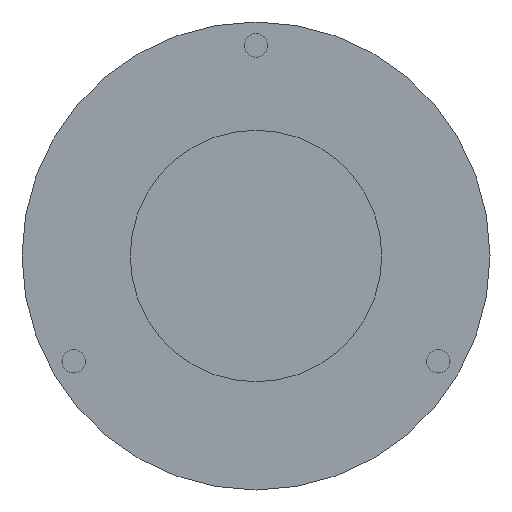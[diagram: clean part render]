
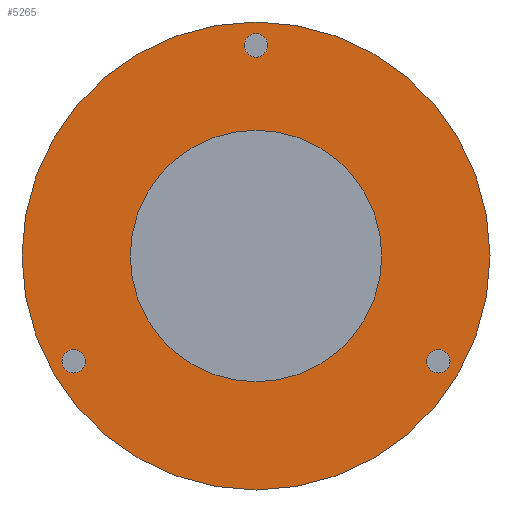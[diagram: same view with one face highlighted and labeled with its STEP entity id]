
A CAD part, front view. The second image highlights one B-rep face of the part: STEP entity #5265.
In plain terms, the highlighted planar face has unit normal (0, -1, 0).
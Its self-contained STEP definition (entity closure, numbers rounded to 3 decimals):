
#70 = CARTESIAN_POINT ( 'NONE',  ( -31.177, 0., -16. ) ) ;
#295 = EDGE_CURVE ( 'NONE', #9021, #5525, #8222, .T. ) ;
#327 = CIRCLE ( 'NONE', #873, 2. ) ;
#560 = DIRECTION ( 'NONE',  ( 0., 1., 0. ) ) ;
#645 = FACE_BOUND ( 'NONE', #10990, .T. ) ;
#823 = EDGE_CURVE ( 'NONE', #10148, #4145, #866, .T. ) ;
#858 = CARTESIAN_POINT ( 'NONE',  ( 31.177, 0., -20. ) ) ;
#866 = CIRCLE ( 'NONE', #7501, 2. ) ;
#873 = AXIS2_PLACEMENT_3D ( 'NONE', #10299, #4923, #11224 ) ;
#885 = CARTESIAN_POINT ( 'NONE',  ( 0., 0., -40. ) ) ;
#1042 = ORIENTED_EDGE ( 'NONE', *, *, #3470, .F. ) ;
#1161 = AXIS2_PLACEMENT_3D ( 'NONE', #1951, #8275, #2857 ) ;
#1166 = DIRECTION ( 'NONE',  ( 0., -1., 0. ) ) ;
#1309 = CIRCLE ( 'NONE', #7556, 2. ) ;
#1324 = VERTEX_POINT ( 'NONE', #2870 ) ;
#1363 = CARTESIAN_POINT ( 'NONE',  ( 0., 0., 0. ) ) ;
#1418 = CARTESIAN_POINT ( 'NONE',  ( -31.177, 0., -18. ) ) ;
#1893 = ORIENTED_EDGE ( 'NONE', *, *, #5137, .F. ) ;
#1951 = CARTESIAN_POINT ( 'NONE',  ( 31.177, 0., -18. ) ) ;
#2043 = CIRCLE ( 'NONE', #9014, 2. ) ;
#2267 = DIRECTION ( 'NONE',  ( 0., 0., 1. ) ) ;
#2321 = DIRECTION ( 'NONE',  ( 0., 0., 1. ) ) ;
#2334 = EDGE_CURVE ( 'NONE', #1324, #7453, #9454, .T. ) ;
#2635 = DIRECTION ( 'NONE',  ( 0., 1., 0. ) ) ;
#2653 = VERTEX_POINT ( 'NONE', #7953 ) ;
#2848 = EDGE_LOOP ( 'NONE', ( #1893, #10422 ) ) ;
#2857 = DIRECTION ( 'NONE',  ( 0., 0., 1. ) ) ;
#2870 = CARTESIAN_POINT ( 'NONE',  ( 0., 0., 21.5 ) ) ;
#3052 = DIRECTION ( 'NONE',  ( 0., -1., 0. ) ) ;
#3144 = EDGE_LOOP ( 'NONE', ( #7325, #8197 ) ) ;
#3238 = CARTESIAN_POINT ( 'NONE',  ( 0., 0., -21.5 ) ) ;
#3470 = EDGE_CURVE ( 'NONE', #7453, #1324, #6810, .T. ) ;
#3591 = CIRCLE ( 'NONE', #1161, 2. ) ;
#3599 = CARTESIAN_POINT ( 'NONE',  ( 0., 0., 0. ) ) ;
#3967 = PLANE ( 'NONE',  #4200 ) ;
#4068 = DIRECTION ( 'NONE',  ( 0., 0., 1. ) ) ;
#4145 = VERTEX_POINT ( 'NONE', #70 ) ;
#4200 = AXIS2_PLACEMENT_3D ( 'NONE', #1363, #7689, #2267 ) ;
#4450 = CARTESIAN_POINT ( 'NONE',  ( 31.177, 0., -18. ) ) ;
#4513 = DIRECTION ( 'NONE',  ( 0., 0., 1. ) ) ;
#4923 = DIRECTION ( 'NONE',  ( 0., -1., 0. ) ) ;
#5137 = EDGE_CURVE ( 'NONE', #2653, #8602, #3591, .T. ) ;
#5260 = DIRECTION ( 'NONE',  ( 0., -1., 0. ) ) ;
#5265 = ADVANCED_FACE ( 'NONE', ( #645, #10211, #9916, #5429, #7563 ), #3967, .F. ) ;
#5334 = DIRECTION ( 'NONE',  ( 0., 0., 1. ) ) ;
#5398 = CIRCLE ( 'NONE', #10156, 2. ) ;
#5429 = FACE_BOUND ( 'NONE', #7939, .T. ) ;
#5525 = VERTEX_POINT ( 'NONE', #7080 ) ;
#5788 = EDGE_CURVE ( 'NONE', #8450, #8046, #2043, .T. ) ;
#5974 = CARTESIAN_POINT ( 'NONE',  ( 0., 0., 0. ) ) ;
#6316 = CARTESIAN_POINT ( 'NONE',  ( 0., 0., 34. ) ) ;
#6610 = CARTESIAN_POINT ( 'NONE',  ( 0., 0., 36. ) ) ;
#6810 = CIRCLE ( 'NONE', #8330, 21.5 ) ;
#7035 = CARTESIAN_POINT ( 'NONE',  ( -31.177, 0., -20. ) ) ;
#7080 = CARTESIAN_POINT ( 'NONE',  ( 0., 0., 40. ) ) ;
#7214 = EDGE_LOOP ( 'NONE', ( #8713, #10515 ) ) ;
#7325 = ORIENTED_EDGE ( 'NONE', *, *, #295, .F. ) ;
#7453 = VERTEX_POINT ( 'NONE', #3238 ) ;
#7489 = DIRECTION ( 'NONE',  ( 0., 0., 1. ) ) ;
#7501 = AXIS2_PLACEMENT_3D ( 'NONE', #1418, #7746, #2321 ) ;
#7556 = AXIS2_PLACEMENT_3D ( 'NONE', #4450, #10726, #5334 ) ;
#7563 = FACE_OUTER_BOUND ( 'NONE', #3144, .T. ) ;
#7689 = DIRECTION ( 'NONE',  ( 0., 1., 0. ) ) ;
#7746 = DIRECTION ( 'NONE',  ( 0., -1., 0. ) ) ;
#7939 = EDGE_LOOP ( 'NONE', ( #8781, #10400 ) ) ;
#7953 = CARTESIAN_POINT ( 'NONE',  ( 31.177, 0., -16. ) ) ;
#8046 = VERTEX_POINT ( 'NONE', #6316 ) ;
#8054 = CARTESIAN_POINT ( 'NONE',  ( 0., 0., 0. ) ) ;
#8197 = ORIENTED_EDGE ( 'NONE', *, *, #8463, .F. ) ;
#8222 = CIRCLE ( 'NONE', #10704, 40. ) ;
#8275 = DIRECTION ( 'NONE',  ( 0., -1., 0. ) ) ;
#8330 = AXIS2_PLACEMENT_3D ( 'NONE', #10646, #5260, #11564 ) ;
#8450 = VERTEX_POINT ( 'NONE', #10485 ) ;
#8463 = EDGE_CURVE ( 'NONE', #5525, #9021, #11063, .T. ) ;
#8470 = CARTESIAN_POINT ( 'NONE',  ( 0., 0., 36. ) ) ;
#8602 = VERTEX_POINT ( 'NONE', #858 ) ;
#8713 = ORIENTED_EDGE ( 'NONE', *, *, #9943, .F. ) ;
#8781 = ORIENTED_EDGE ( 'NONE', *, *, #5788, .F. ) ;
#8949 = DIRECTION ( 'NONE',  ( 0., 0., 1. ) ) ;
#9014 = AXIS2_PLACEMENT_3D ( 'NONE', #6610, #1166, #7489 ) ;
#9021 = VERTEX_POINT ( 'NONE', #885 ) ;
#9366 = DIRECTION ( 'NONE',  ( 0., 0., 1. ) ) ;
#9408 = AXIS2_PLACEMENT_3D ( 'NONE', #8054, #2635, #8949 ) ;
#9454 = CIRCLE ( 'NONE', #10805, 21.5 ) ;
#9867 = EDGE_CURVE ( 'NONE', #8046, #8450, #5398, .T. ) ;
#9883 = DIRECTION ( 'NONE',  ( 0., -1., 0. ) ) ;
#9916 = FACE_BOUND ( 'NONE', #2848, .T. ) ;
#9943 = EDGE_CURVE ( 'NONE', #4145, #10148, #327, .T. ) ;
#9957 = ORIENTED_EDGE ( 'NONE', *, *, #2334, .F. ) ;
#10148 = VERTEX_POINT ( 'NONE', #7035 ) ;
#10156 = AXIS2_PLACEMENT_3D ( 'NONE', #8470, #3052, #9366 ) ;
#10211 = FACE_BOUND ( 'NONE', #7214, .T. ) ;
#10250 = EDGE_CURVE ( 'NONE', #8602, #2653, #1309, .T. ) ;
#10299 = CARTESIAN_POINT ( 'NONE',  ( -31.177, 0., -18. ) ) ;
#10400 = ORIENTED_EDGE ( 'NONE', *, *, #9867, .F. ) ;
#10422 = ORIENTED_EDGE ( 'NONE', *, *, #10250, .F. ) ;
#10485 = CARTESIAN_POINT ( 'NONE',  ( 0., 0., 38. ) ) ;
#10515 = ORIENTED_EDGE ( 'NONE', *, *, #823, .F. ) ;
#10646 = CARTESIAN_POINT ( 'NONE',  ( 0., 0., 0. ) ) ;
#10704 = AXIS2_PLACEMENT_3D ( 'NONE', #5974, #560, #4068 ) ;
#10726 = DIRECTION ( 'NONE',  ( 0., -1., 0. ) ) ;
#10805 = AXIS2_PLACEMENT_3D ( 'NONE', #3599, #9883, #4513 ) ;
#10990 = EDGE_LOOP ( 'NONE', ( #9957, #1042 ) ) ;
#11063 = CIRCLE ( 'NONE', #9408, 40. ) ;
#11224 = DIRECTION ( 'NONE',  ( 0., 0., 1. ) ) ;
#11564 = DIRECTION ( 'NONE',  ( 0., 0., 1. ) ) ;
